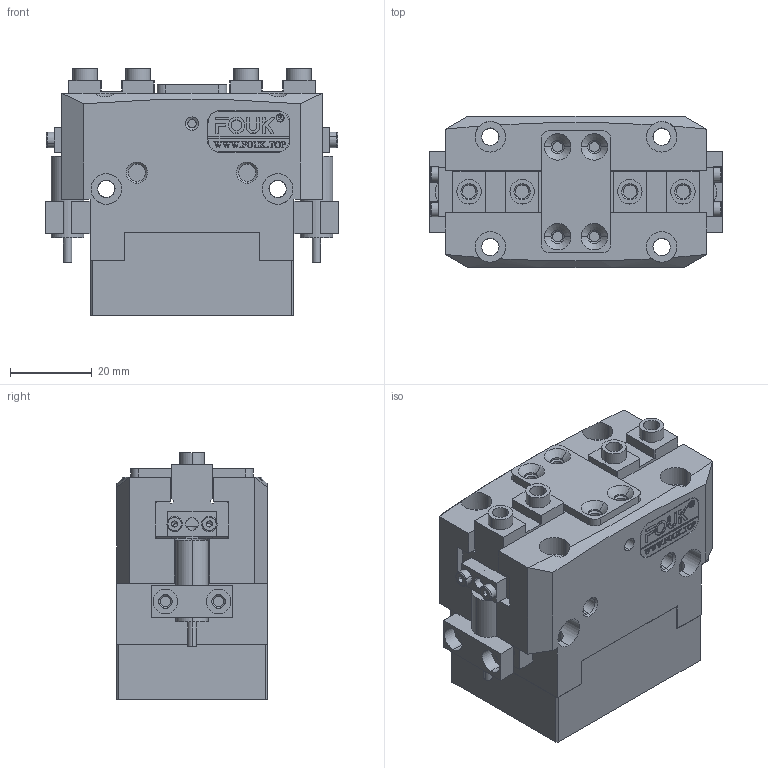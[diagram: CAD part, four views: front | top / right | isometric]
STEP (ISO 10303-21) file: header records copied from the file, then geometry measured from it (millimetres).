
FILE_DESCRIPTION (( 'STEP AP203' ), '1' );
FILE_NAME ('TR28-64-NO.STEP', '2024-11-19T00:52:19', ( 'USER-' ), ( 'Microsoft' ), 'SwSTEP 2.0', 'SolidWorks 2018', '' );
FILE_SCHEMA (( 'CONFIG_CONTROL_DESIGN' ));
Length unit declared in the file: millimetre
Products named in the file (18): TR28-64-NC杅耀.sldasm-Part-6; TR28-64-NC杅耀.sldasm-Part-8; TR28-64-NC杅耀.sldasm-Part-11; TR28-64-N-27K 晊扥极; TR28-64-NC杅耀.sldasm-Part-9; 揤輸杅耀.sldasm-Part-9; 埴翐芛_GB_FASTENER_SCREWS_HSHCS M2X8-N; TR28-64-NC杅耀.sldasm-Part-7; TR28-64-NO; TR28-64-NC杅耀.sldasm-Part-17; 20x10-R3; TR28-64-NC杅耀.sldasm-Part-15; TR28-64-NC杅耀.sldasm-Part-3; 揤輸蚾饜极; TR28-64-NC杅耀.sldasm-Part-4; TR28-64-莉こ; TR28-64-NC杅耀.sldasm-Part-18; TR28-64-褲极
Assembly tree (20 placements, depth 4):
  TR28-64-NO
    TR28-64-N-27K 晊扥极
    TR28-64-莉こ
      TR28-64-褲极
      TR28-64-NC杅耀.sldasm-Part-3
      TR28-64-NC杅耀.sldasm-Part-4
      TR28-64-NC杅耀.sldasm-Part-6
      TR28-64-NC杅耀.sldasm-Part-7
      TR28-64-NC杅耀.sldasm-Part-8
      TR28-64-NC杅耀.sldasm-Part-9
      TR28-64-NC杅耀.sldasm-Part-11
      TR28-64-NC杅耀.sldasm-Part-15
      TR28-64-NC杅耀.sldasm-Part-17
      TR28-64-NC杅耀.sldasm-Part-18  x2
      揤輸蚾饜极  x2
        揤輸杅耀.sldasm-Part-9
        埴翐芛_GB_FASTENER_SCREWS_HSHCS M2X8-N
      20x10-R3
Bounding box: 72 x 37 x 60.5 mm (x, y, z)
Volume: 110368.9 mm3; surface area: 39537.1 mm2
Topology: 20 solids, 22 shells, 1106 faces, 2868 edges, 1866 vertices
Faces by surface type: plane 545, cylinder 304, bspline 155, cone 94, torus 8
Entity records: 36516 total; most frequent: CARTESIAN_POINT 11980, ORIENTED_EDGE 4888, DIRECTION 4284, EDGE_CURVE 2444, VERTEX_POINT 1603, VECTOR 1490, LINE 1490, AXIS2_PLACEMENT_3D 1397
